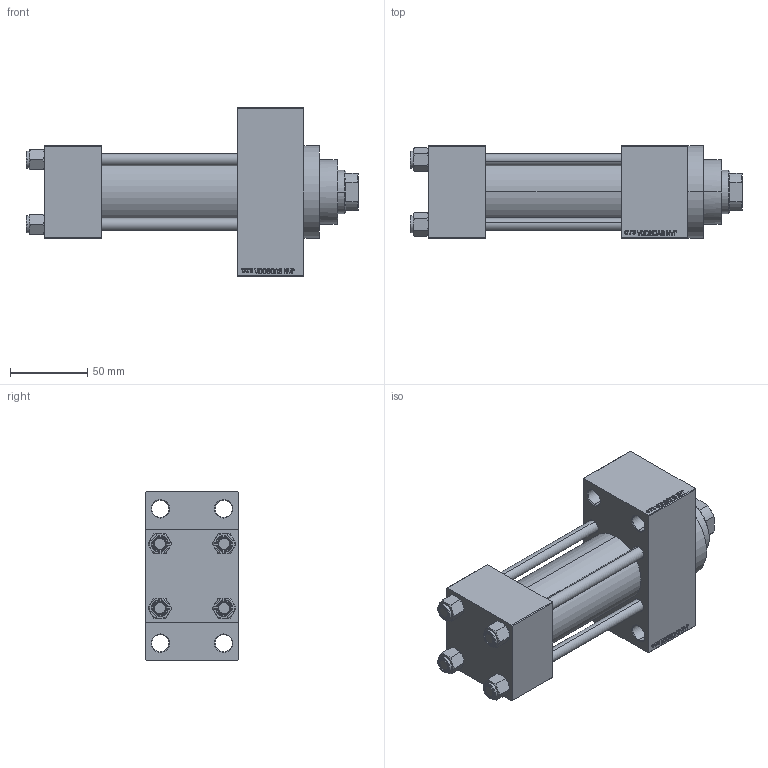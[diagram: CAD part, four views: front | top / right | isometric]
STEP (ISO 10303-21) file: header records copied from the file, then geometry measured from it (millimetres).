
FILE_DESCRIPTION (( 'STEP AP203' ), '1' );
FILE_NAME ('ab4a.STEP', '2022-04-16T11:15:33', ( '' ), ( '' ), 'SwSTEP 2.0', 'SolidWorks 2019', '' );
FILE_SCHEMA (( 'CONFIG_CONTROL_DESIGN' ));
Length unit declared in the file: millimetre
Products named in the file (6): V215CR_VCP_D 8e4f4b043691ac325763a226e8e9de06; V215CR_D_TYCINKA 8e4f4b043691ac325763a226e8e9de06; NUT_M5_D 8e4f4b043691ac325763a226e8e9de06; V215CR_D_Body 8e4f4b043691ac325763a226e8e9de06; ab4a; V215_VC_A 8e4f4b043691ac325763a226e8e9de06
Assembly tree (11 placements, depth 2):
  ab4a
    V215CR_D_Body 8e4f4b043691ac325763a226e8e9de06
    V215CR_VCP_D 8e4f4b043691ac325763a226e8e9de06
    NUT_M5_D 8e4f4b043691ac325763a226e8e9de06  x4
    V215CR_D_TYCINKA 8e4f4b043691ac325763a226e8e9de06  x4
    V215_VC_A 8e4f4b043691ac325763a226e8e9de06
Bounding box: 215 x 60 x 109 mm (x, y, z)
Volume: 570571.1 mm3; surface area: 141556.2 mm2
Topology: 11 solids, 11 shells, 1115 faces, 2780 edges, 1797 vertices
Faces by surface type: plane 502, bspline 368, cone 144, cylinder 93, torus 8
Entity records: 47565 total; most frequent: CARTESIAN_POINT 25126, ORIENTED_EDGE 5052, DIRECTION 3268, EDGE_CURVE 2526, VERTEX_POINT 1653, VECTOR 1512, LINE 1512, EDGE_LOOP 1125
